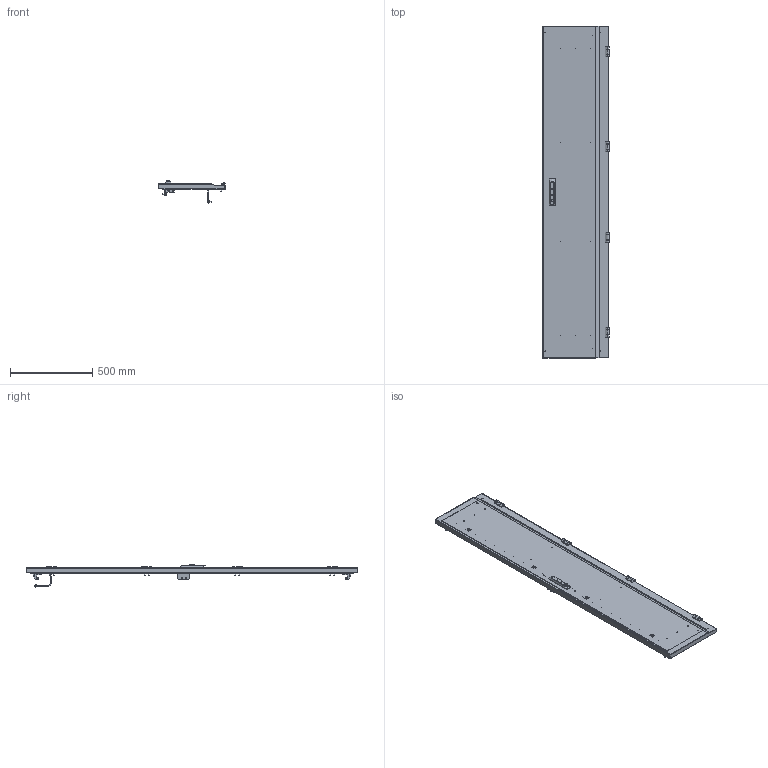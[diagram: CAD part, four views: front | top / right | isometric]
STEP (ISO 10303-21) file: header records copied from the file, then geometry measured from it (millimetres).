
FILE_DESCRIPTION (( 'STEP AP214' ), '1' );
FILE_NAME ('D2M400WP Äâåðü ãëóõàÿ_èçâ0038_06.19.step', '2020-11-05T13:52:07', ( '' ), ( '' ), 'SwSTEP 2.0', 'SolidWorks 2019', '' );
FILE_SCHEMA (( 'AUTOMOTIVE_DESIGN' ));
Length unit declared in the file: millimetre
Products named in the file (134): Âèíò ñàìîíàðåçàþùèé Ì6 DIN 7516À; Ãàéêà ÃÎÑÒ 5915-70; Ïåòëÿ 1110-U123; ﾘ琺矜 65ﾃ 019 ﾃﾎﾑﾒ 6402-70_6; Âèíò Ì6 ÃÎÑÒ17475-78_6å16; Áîëò ñî ñòîïîðíûìè çóáöàìè 100-277-02JB_Ì6õ6_EMKA; 1121-01-07; Øïèëüêà 6õ20; AVT009.02.00.00 Äâåðü_èçâ0096_03.20_00; 砎鍒鍱 PE_00; Íàêîíå÷èê êîëüöåâîé èçîëèðîâàííûé ÍÊÈ 6,0; D6799_5; Ïîâîäîê ñ 2 íàêîíå÷íèêàìè, L=400ìì_00; Óïëîòíèòåëü ïîëèóðåòàíîâûé äâåðè 400; Âèíò Ì6 ÃÎÑÒ17475-78; Íàïðàâëÿþùàÿ òÿãè ïëîñêîé ILY03.35 Atos; AVT001.03.00.13 赶鎀鍧_00; AVT009.02.00.04 Óãîëîê_èçâ0038_06.19; Õîìóòèê ïåòëè 1110-U122; 1000-67-02; D2M400WP Äâåðü ãëóõàÿ_èçâ0038_06.19; Ðó÷êà îòêèäíàÿ Atos_00; Òÿãà ñ ðîëèêîì ILM01.21.820 Atos; Îñü ïåòëè 1110-U122; AVT001.03.00.12 赶鎀鍧; Òÿãà_â; Íàïðàâëÿþùàÿ òÿãè ïëîñêîé ILY03.35 Atos_00; 1121-03-04; AVT001.00.00.08 ﾇ璋襃; 1121-01-08_1; Òÿãà çàìêà íèæíÿÿ Atos; 砎鍒鍱 PE; Òÿãà ñ ðîëèêîì ILM01.21.820 Atos_00; AVT009.02.00.01 Äâåðü_èçâ0096_03.20; 1121-01-08; Íàêîíå÷èê êîëüöåâîé èçîëèðîâàííûé ÍÊÈ 6,0_6; ﾘ琺矜 6 ﾃﾎﾑﾒ 10463_81; AVT001.03.00.12 赶鎀鍧_00; ﾘ琺矜 01.019 ﾃﾎﾑﾒ11371-78_6; AVT001.00.00.07 砎閷麠縺_00 ...
Assembly tree (96 placements, depth 5):
  Âèíò ñàìîíàðåçàþùèé Ì6 DIN 7516À
  Ãàéêà ÃÎÑÒ 5915-70
  Âèíò ñàìîíàðåçàþùèé Ì6 DIN 7516À
  Áîëò ñî ñòîïîðíûìè çóáöàìè 100-277-02JB_Ì6õ6_EMKA
  1121-01-07
Bounding box: 404.29 x 2013 x 133.44 mm (x, y, z)
Volume: 2164333.7 mm3; surface area: 2578713.6 mm2
Topology: 88 solids, 88 shells, 2653 faces, 6819 edges, 4317 vertices
Faces by surface type: plane 1265, cylinder 924, cone 214, torus 120, bspline 92, sphere 38
Entity records: 63513 total; most frequent: CARTESIAN_POINT 14925, ORIENTED_EDGE 8736, DIRECTION 8621, EDGE_CURVE 4368, AXIS2_PLACEMENT_3D 2984, VERTEX_POINT 2817, LINE 2653, VECTOR 2653
